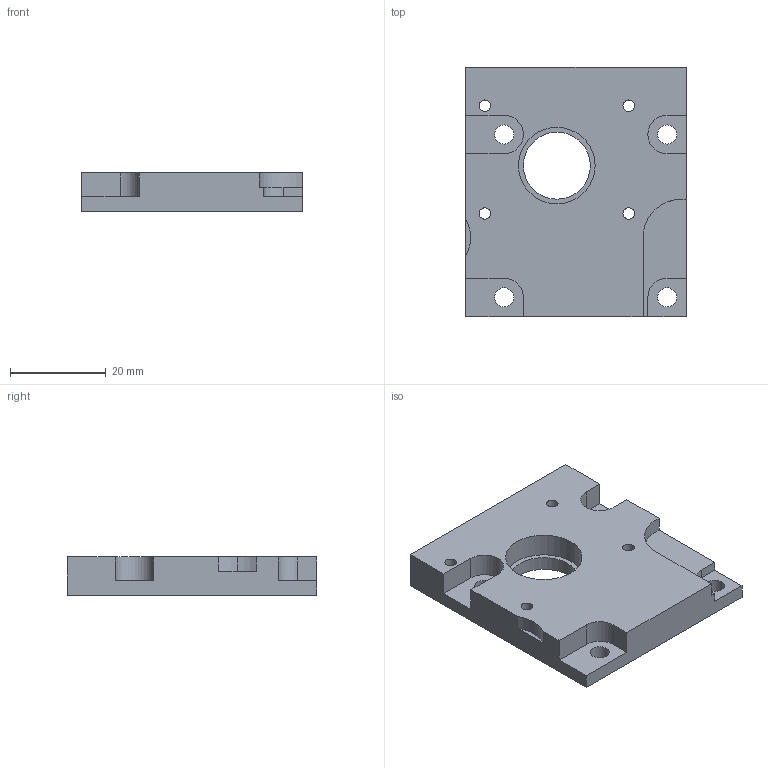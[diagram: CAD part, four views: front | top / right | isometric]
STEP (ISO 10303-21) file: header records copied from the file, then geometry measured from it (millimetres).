
FILE_DESCRIPTION(('FreeCAD Model'),'2;1');
FILE_NAME('tc-adaptor.step','2019-09-19T16:06:09',('Author'),(''), 'Open CASCADE STEP processor 7.3','FreeCAD','Unknown');
FILE_SCHEMA(('AUTOMOTIVE_DESIGN { 1 0 10303 214 1 1 1 1 }'));
Length unit declared in the file: millimetre
Products named in the file (1): Pocket003
Bounding box: 46 x 52 x 8 mm (x, y, z)
Volume: 15422.1 mm3; surface area: 6827.3 mm2
Topology: 1 solids, 1 shells, 39 faces, 108 edges, 72 vertices
Faces by surface type: plane 22, cylinder 17
Full cylindrical faces by diameter (mm): 2.4 x4, 4 x4, 14 x1, 16 x1
Entity records: 2694 total; most frequent: CARTESIAN_POINT 504, DIRECTION 395, LINE 218, VECTOR 218, ORIENTED_EDGE 216, PCURVE 216, DEFINITIONAL_REPRESENTATION 216, EDGE_CURVE 108
